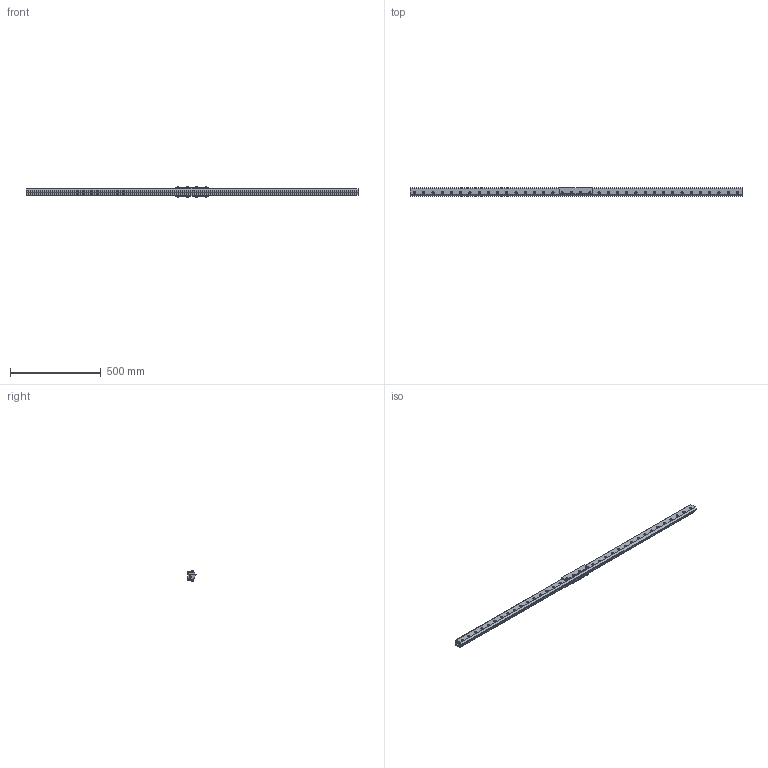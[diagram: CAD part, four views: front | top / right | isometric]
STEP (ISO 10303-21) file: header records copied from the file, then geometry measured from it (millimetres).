
FILE_DESCRIPTION((''),'2;1');
FILE_NAME('110072.stp','2009-07-16T15:18:26',('Dan Preston'),(''),'Autodesk Inventor 2010','Autodesk Inventor 2010','');
FILE_SCHEMA(('AUTOMOTIVE_DESIGN { 1 0 10303 214 1 1 1 1 }'));
Length unit declared in the file: inch
Products named in the file (26): 111072; Assembly3; Part93; Part95; Part97; Part99; Part101; Part103; Part105; Part107; Part109; Part111; Part113; Part115; Part117; Part119; Part121; Part123; Part125; Part127; Part129; Part131; 2977; 2976; Hexagon Socket Button Head Cap Screw - Inch 1/4 - 20 x 1 1/4; Hexagon Socket Button Head Cap Screw - Inch 1/4 - 20 x 5/8
Assembly tree (32 placements, depth 3):
  111072
    Assembly3  x2
      Part93
      Part95
      Part97
      Part99
      Part101
      Part103
      Part105
      Part107
      Part109
      Part111
      Part113
      Part115
      Part117
      Part119
      Part121
      Part123
      Part125
      Part127
      Part129
      Part131
    2977
    2976
    Hexagon Socket Button Head Cap Screw - Inch 1/4 - 20 x 1 1/4  x4
    Hexagon Socket Button Head Cap Screw - Inch 1/4 - 20 x 5/8  x4
Bounding box: 1828.8 x 44.44 x 55.92 mm (x, y, z)
Volume: 2593607.2 mm3; surface area: 516349.8 mm2
Topology: 50 solids, 50 shells, 873 faces, 1913 edges, 1264 vertices
Faces by surface type: plane 522, cylinder 219, bspline 76, cone 56
Full cylindrical faces by diameter (mm): 5.105 x36, 6.35 x44, 6.756 x4, 7.163 x36, 10.999 x2, 11.1 x44, 12.7 x36, 15.443 x1
Entity records: 12618 total; most frequent: CARTESIAN_POINT 2959, DIRECTION 1910, ORIENTED_EDGE 1484, EDGE_CURVE 742, EDGE_LOOP 732, AXIS2_PLACEMENT_3D 731, VERTEX_POINT 580, VECTOR 448
